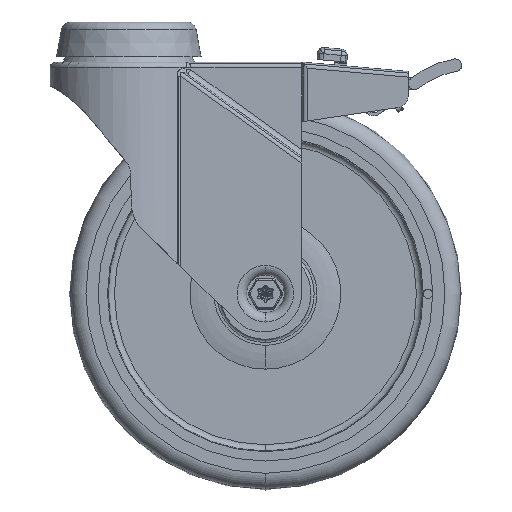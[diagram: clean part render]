
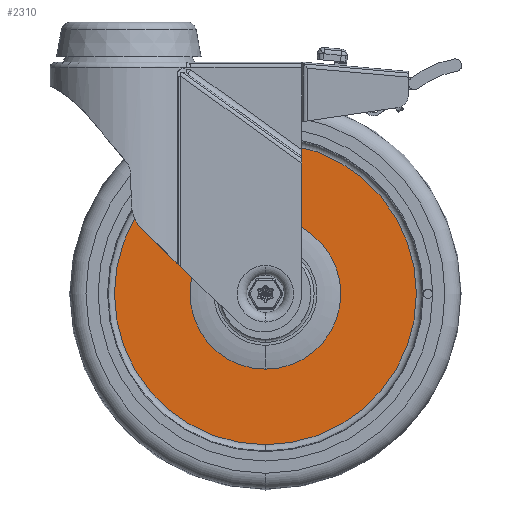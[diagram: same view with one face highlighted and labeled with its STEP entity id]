
A CAD part, front view. The second image highlights one B-rep face of the part: STEP entity #2310.
In plain terms, the highlighted planar face has unit normal (0, -1, 0).
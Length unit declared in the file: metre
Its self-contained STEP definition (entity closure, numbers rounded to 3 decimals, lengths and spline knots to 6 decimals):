
#2310=ADVANCED_FACE('',(#3585,#3586),#3587,.T.);
#3585=FACE_OUTER_BOUND('',#9093,.T.);
#3586=FACE_BOUND('',#9094,.T.);
#3587=PLANE('',#9095);
#9093=EDGE_LOOP('',(#20436,#20437));
#9094=EDGE_LOOP('',(#20438,#20439));
#9095=AXIS2_PLACEMENT_3D('',#20440,#20441,#20442);
#20436=ORIENTED_EDGE('',*,*,#23525,.F.);
#20437=ORIENTED_EDGE('',*,*,#23457,.F.);
#20438=ORIENTED_EDGE('',*,*,#23462,.T.);
#20439=ORIENTED_EDGE('',*,*,#23524,.T.);
#20440=CARTESIAN_POINT('',(0.0,-0.0025,0.036026));
#20441=DIRECTION('',(0.0,-1.0,0.));
#20442=DIRECTION('',(0.0,0.,-1.0));
#23457=EDGE_CURVE('',#25908,#25910,#25911,.T.);
#23462=EDGE_CURVE('',#25914,#25918,#25920,.T.);
#23524=EDGE_CURVE('',#25918,#25914,#26020,.T.);
#23525=EDGE_CURVE('',#25910,#25908,#26021,.T.);
#25908=VERTEX_POINT('',#31256);
#25910=VERTEX_POINT('',#31258);
#25911=CIRCLE('',#31259,0.048052);
#25914=VERTEX_POINT('',#31262);
#25918=VERTEX_POINT('',#31266);
#25920=CIRCLE('',#31268,0.024);
#26020=CIRCLE('',#31382,0.024);
#26021=CIRCLE('',#31383,0.048052);
#31256=CARTESIAN_POINT('',(0.,-0.0025,-0.048052));
#31258=CARTESIAN_POINT('',(0.0,-0.0025,0.048052));
#31259=AXIS2_PLACEMENT_3D('',#43411,#43412,#43413);
#31262=CARTESIAN_POINT('',(0.0,-0.0025,0.024));
#31266=CARTESIAN_POINT('',(0.,-0.0025,-0.024));
#31268=AXIS2_PLACEMENT_3D('',#43426,#43427,#43428);
#31382=AXIS2_PLACEMENT_3D('',#43584,#43585,#43586);
#31383=AXIS2_PLACEMENT_3D('',#43587,#43588,#43589);
#43411=CARTESIAN_POINT('',(0.0,-0.0025,0.0));
#43412=DIRECTION('',(0.0,1.0,0.0));
#43413=DIRECTION('',(0.0,0.0,1.0));
#43426=CARTESIAN_POINT('',(0.0,-0.0025,0.0));
#43427=DIRECTION('',(0.0,1.0,0.0));
#43428=DIRECTION('',(0.0,0.0,1.0));
#43584=CARTESIAN_POINT('',(0.0,-0.0025,0.0));
#43585=DIRECTION('',(0.0,1.0,0.0));
#43586=DIRECTION('',(0.0,0.0,1.0));
#43587=CARTESIAN_POINT('',(0.0,-0.0025,0.0));
#43588=DIRECTION('',(0.0,1.0,0.0));
#43589=DIRECTION('',(0.0,0.0,1.0));
